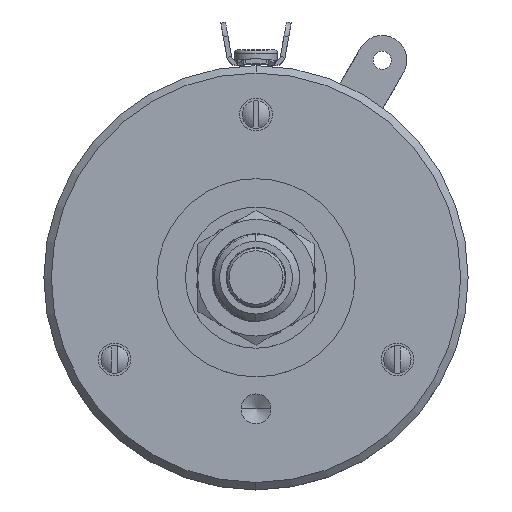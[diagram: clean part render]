
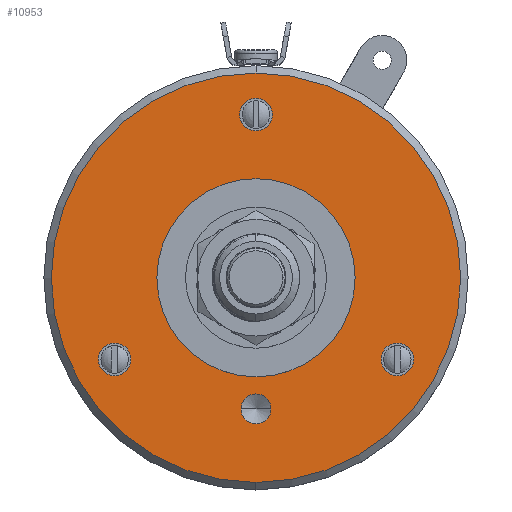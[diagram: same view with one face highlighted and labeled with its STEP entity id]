
A CAD part, top view. The second image highlights one B-rep face of the part: STEP entity #10953.
In plain terms, the highlighted planar face has unit normal (0, 0, 1).
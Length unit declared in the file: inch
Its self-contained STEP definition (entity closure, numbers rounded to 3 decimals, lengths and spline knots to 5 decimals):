
#4228=CARTESIAN_POINT('',(0.,0.00037,
2.192));
#4229=DIRECTION('',(0.,0.,-1.));
#4230=DIRECTION('',(0.,1.,0.));
#4231=AXIS2_PLACEMENT_3D('',#4228,#4229,#4230);
#4233=CARTESIAN_POINT('',(0.,0.00037,
2.192));
#4234=DIRECTION('',(0.,0.,-1.));
#4235=DIRECTION('',(0.,-1.,0.));
#4236=AXIS2_PLACEMENT_3D('',#4233,#4234,#4235);
#4238=CARTESIAN_POINT('',(0.,0.00037,
2.192));
#4239=DIRECTION('',(0.,0.,1.));
#4240=DIRECTION('',(0.,1.,0.));
#4241=AXIS2_PLACEMENT_3D('',#4238,#4239,#4240);
#4243=CARTESIAN_POINT('',(0.,0.00037,
2.192));
#4244=DIRECTION('',(0.,0.,-1.));
#4245=DIRECTION('',(0.,1.,0.));
#4246=AXIS2_PLACEMENT_3D('',#4243,#4244,#4245);
#4248=CARTESIAN_POINT('',(0.,0.70037,
2.19203));
#4249=DIRECTION('',(0.,0.,1.));
#4250=DIRECTION('',(0.,1.,0.));
#4251=AXIS2_PLACEMENT_3D('',#4248,#4249,#4250);
#4253=CARTESIAN_POINT('',(0.,0.70037,
2.19203));
#4254=DIRECTION('',(0.,0.,1.));
#4255=DIRECTION('',(0.,-1.,0.));
#4256=AXIS2_PLACEMENT_3D('',#4253,#4254,#4255);
#4258=CARTESIAN_POINT('',(-0.60622,-0.34963,
2.19199));
#4259=DIRECTION('',(0.,0.,1.));
#4260=DIRECTION('',(-0.866,-0.5,0.));
#4261=AXIS2_PLACEMENT_3D('',#4258,#4259,#4260);
#4263=CARTESIAN_POINT('',(-0.60622,-0.34963,
2.19199));
#4264=DIRECTION('',(0.,0.,1.));
#4265=DIRECTION('',(0.866,0.5,0.));
#4266=AXIS2_PLACEMENT_3D('',#4263,#4264,#4265);
#4268=CARTESIAN_POINT('',(0.60622,-0.34963,
2.19199));
#4269=DIRECTION('',(0.,0.,1.));
#4270=DIRECTION('',(0.866,-0.5,0.));
#4271=AXIS2_PLACEMENT_3D('',#4268,#4269,#4270);
#4273=CARTESIAN_POINT('',(0.60622,-0.34963,
2.19199));
#4274=DIRECTION('',(0.,0.,1.));
#4275=DIRECTION('',(-0.866,0.5,0.));
#4276=AXIS2_PLACEMENT_3D('',#4273,#4274,#4275);
#4278=CARTESIAN_POINT('',(0.,-0.56213,
2.19198));
#4279=DIRECTION('',(0.,0.,1.));
#4280=DIRECTION('',(1.,0.,0.));
#4281=AXIS2_PLACEMENT_3D('',#4278,#4279,#4280);
#4283=CARTESIAN_POINT('',(0.,-0.56213,
2.19198));
#4284=DIRECTION('',(0.,0.,1.));
#4285=DIRECTION('',(-1.,0.,0.));
#4286=AXIS2_PLACEMENT_3D('',#4283,#4284,#4285);
#6393=CARTESIAN_POINT('',(0.,0.77037,
2.19203));
#6394=CARTESIAN_POINT('',(0.,0.63037,
2.19202));
#6395=VERTEX_POINT('',#6393);
#6396=VERTEX_POINT('',#6394);
#6401=CARTESIAN_POINT('',(-0.66684,-0.38463,
2.19199));
#6402=CARTESIAN_POINT('',(-0.5456,-0.31463,
2.19199));
#6403=VERTEX_POINT('',#6401);
#6404=VERTEX_POINT('',#6402);
#6409=CARTESIAN_POINT('',(0.66684,-0.38463,
2.19199));
#6410=CARTESIAN_POINT('',(0.5456,-0.31463,
2.19199));
#6411=VERTEX_POINT('',#6409);
#6412=VERTEX_POINT('',#6410);
#6422=CARTESIAN_POINT('',(0.,0.42537,
2.19202));
#6424=VERTEX_POINT('',#6422);
#6434=CARTESIAN_POINT('',(0.,-0.42463,
2.19198));
#6436=VERTEX_POINT('',#6434);
#6441=CARTESIAN_POINT('',(0.,0.87837,
2.19203));
#6442=CARTESIAN_POINT('',(0.,-0.87763,
2.19197));
#6443=VERTEX_POINT('',#6441);
#6444=VERTEX_POINT('',#6442);
#6469=CARTESIAN_POINT('',(0.06425,-0.56213,
2.19198));
#6470=CARTESIAN_POINT('',(-0.06425,-0.56213,
2.19198));
#6471=VERTEX_POINT('',#6469);
#6472=VERTEX_POINT('',#6470);
#10914=CARTESIAN_POINT('',(0.,0.00037,
2.192));
#10915=DIRECTION('',(0.,0.,1.));
#10916=DIRECTION('',(0.,-1.,
0.));
#10917=AXIS2_PLACEMENT_3D('',#10914,#10915,#10916);
#10918=PLANE('',#10917);
#10920=ORIENTED_EDGE('',*,*,#10919,.T.);
#10922=ORIENTED_EDGE('',*,*,#10921,.T.);
#10923=EDGE_LOOP('',(#10920,#10922));
#10924=FACE_OUTER_BOUND('',#10923,.F.);
#10925=ORIENTED_EDGE('',*,*,#10909,.T.);
#10926=ORIENTED_EDGE('',*,*,#10893,.F.);
#10927=EDGE_LOOP('',(#10925,#10926));
#10928=FACE_BOUND('',#10927,.F.);
#10930=ORIENTED_EDGE('',*,*,#10929,.T.);
#10932=ORIENTED_EDGE('',*,*,#10931,.T.);
#10933=EDGE_LOOP('',(#10930,#10932));
#10934=FACE_BOUND('',#10933,.F.);
#10936=ORIENTED_EDGE('',*,*,#10935,.T.);
#10938=ORIENTED_EDGE('',*,*,#10937,.T.);
#10939=EDGE_LOOP('',(#10936,#10938));
#10940=FACE_BOUND('',#10939,.F.);
#10942=ORIENTED_EDGE('',*,*,#10941,.T.);
#10944=ORIENTED_EDGE('',*,*,#10943,.T.);
#10945=EDGE_LOOP('',(#10942,#10944));
#10946=FACE_BOUND('',#10945,.F.);
#10948=ORIENTED_EDGE('',*,*,#10947,.T.);
#10950=ORIENTED_EDGE('',*,*,#10949,.T.);
#10951=EDGE_LOOP('',(#10948,#10950));
#10952=FACE_BOUND('',#10951,.F.);
#10953=ADVANCED_FACE('',(#10924,#10928,#10934,#10940,#10946,#10952),#10918,.T.);
#4232=CIRCLE('',#4231,0.878);
#4237=CIRCLE('',#4236,0.878);
#4242=CIRCLE('',#4241,0.425);
#4247=CIRCLE('',#4246,0.425);
#4252=CIRCLE('',#4251,0.07);
#4257=CIRCLE('',#4256,0.07);
#4262=CIRCLE('',#4261,0.07);
#4267=CIRCLE('',#4266,0.07);
#4272=CIRCLE('',#4271,0.07);
#4277=CIRCLE('',#4276,0.07);
#4282=CIRCLE('',#4281,0.06425);
#4287=CIRCLE('',#4286,0.06425);
#10893=EDGE_CURVE('',#6424,#6436,#4247,.T.);
#10909=EDGE_CURVE('',#6424,#6436,#4242,.T.);
#10919=EDGE_CURVE('',#6443,#6444,#4232,.T.);
#10921=EDGE_CURVE('',#6444,#6443,#4237,.T.);
#10929=EDGE_CURVE('',#6395,#6396,#4252,.T.);
#10931=EDGE_CURVE('',#6396,#6395,#4257,.T.);
#10935=EDGE_CURVE('',#6403,#6404,#4262,.T.);
#10937=EDGE_CURVE('',#6404,#6403,#4267,.T.);
#10941=EDGE_CURVE('',#6411,#6412,#4272,.T.);
#10943=EDGE_CURVE('',#6412,#6411,#4277,.T.);
#10947=EDGE_CURVE('',#6471,#6472,#4282,.T.);
#10949=EDGE_CURVE('',#6472,#6471,#4287,.T.);
